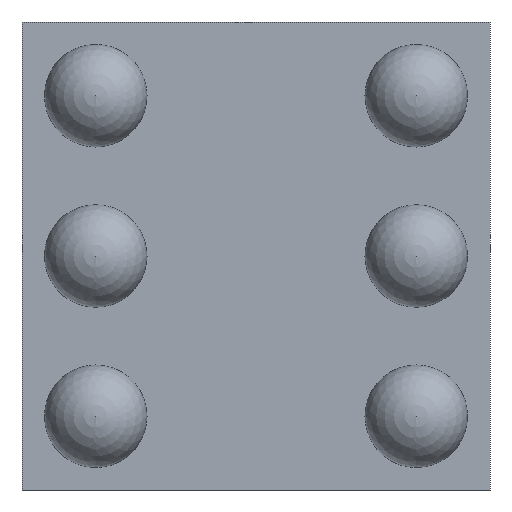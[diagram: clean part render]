
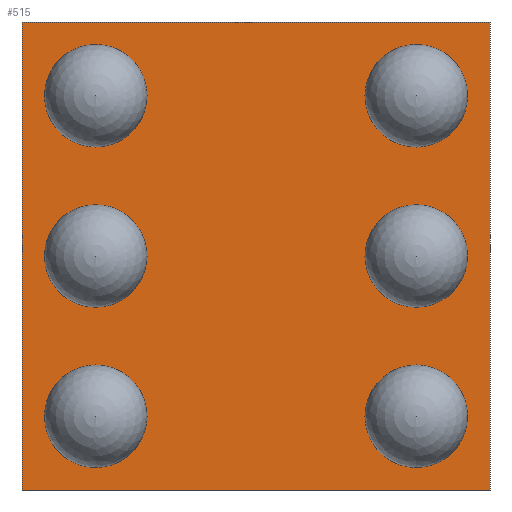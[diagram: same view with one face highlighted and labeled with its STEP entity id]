
A CAD part, front view. The second image highlights one B-rep face of the part: STEP entity #515.
In plain terms, the highlighted planar face has unit normal (0, -1, 0).
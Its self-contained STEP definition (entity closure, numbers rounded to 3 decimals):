
#37 = CARTESIAN_POINT ( 'NONE',  ( 0., 0.265, 0. ) ) ;
#59 = VECTOR ( 'NONE', #171, 1000. ) ;
#76 = CARTESIAN_POINT ( 'NONE',  ( -0.73, 0.265, 0.73 ) ) ;
#88 = DIRECTION ( 'NONE',  ( 1., 0., 0. ) ) ;
#95 = CARTESIAN_POINT ( 'NONE',  ( -0.73, 0.265, -0.73 ) ) ;
#103 = DIRECTION ( 'NONE',  ( 0., -1., 0. ) ) ;
#111 = ORIENTED_EDGE ( 'NONE', *, *, #838, .F. ) ;
#160 = CARTESIAN_POINT ( 'NONE',  ( 0.73, 0.265, 0.73 ) ) ;
#171 = DIRECTION ( 'NONE',  ( 0., 0., -1. ) ) ;
#189 = ORIENTED_EDGE ( 'NONE', *, *, #831, .F. ) ;
#195 = LINE ( 'NONE', #95, #635 ) ;
#200 = ORIENTED_EDGE ( 'NONE', *, *, #737, .F. ) ;
#234 = CARTESIAN_POINT ( 'NONE',  ( -0.73, 0.265, 0.73 ) ) ;
#271 = EDGE_CURVE ( 'NONE', #822, #754, #688, .T. ) ;
#280 = FACE_OUTER_BOUND ( 'NONE', #676, .T. ) ;
#281 = CARTESIAN_POINT ( 'NONE',  ( 0.73, 0.265, -0.73 ) ) ;
#324 = AXIS2_PLACEMENT_3D ( 'NONE', #37, #103, #769 ) ;
#352 = LINE ( 'NONE', #76, #565 ) ;
#365 = CARTESIAN_POINT ( 'NONE',  ( -0.73, 0.265, 0.73 ) ) ;
#436 = PLANE ( 'NONE',  #324 ) ;
#444 = ORIENTED_EDGE ( 'NONE', *, *, #271, .F. ) ;
#493 = CARTESIAN_POINT ( 'NONE',  ( -0.73, 0.265, -0.73 ) ) ;
#515 = ADVANCED_FACE ( 'NONE', ( #280 ), #436, .T. ) ;
#517 = VERTEX_POINT ( 'NONE', #493 ) ;
#546 = LINE ( 'NONE', #234, #834 ) ;
#565 = VECTOR ( 'NONE', #88, 1000. ) ;
#570 = CARTESIAN_POINT ( 'NONE',  ( 0.73, 0.265, 0.73 ) ) ;
#629 = DIRECTION ( 'NONE',  ( -1., 0., 0. ) ) ;
#635 = VECTOR ( 'NONE', #629, 1000. ) ;
#676 = EDGE_LOOP ( 'NONE', ( #444, #200, #189, #111 ) ) ;
#688 = LINE ( 'NONE', #570, #59 ) ;
#737 = EDGE_CURVE ( 'NONE', #837, #822, #352, .T. ) ;
#754 = VERTEX_POINT ( 'NONE', #281 ) ;
#769 = DIRECTION ( 'NONE',  ( 0., 0., -1. ) ) ;
#780 = DIRECTION ( 'NONE',  ( 0., 0., 1. ) ) ;
#822 = VERTEX_POINT ( 'NONE', #160 ) ;
#831 = EDGE_CURVE ( 'NONE', #517, #837, #546, .T. ) ;
#834 = VECTOR ( 'NONE', #780, 1000. ) ;
#837 = VERTEX_POINT ( 'NONE', #365 ) ;
#838 = EDGE_CURVE ( 'NONE', #754, #517, #195, .T. ) ;
